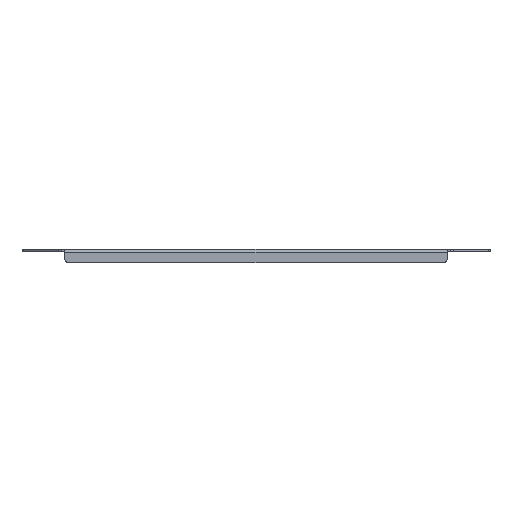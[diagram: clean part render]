
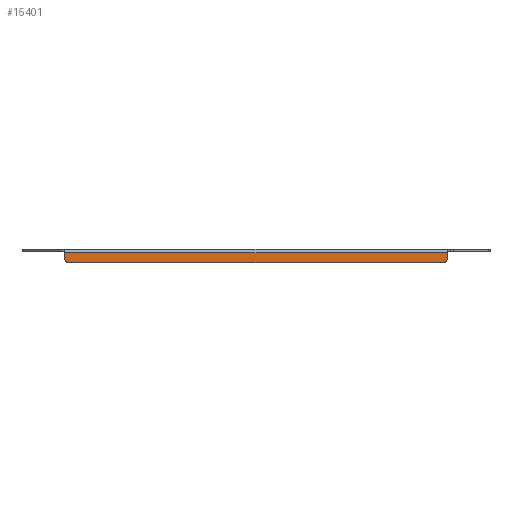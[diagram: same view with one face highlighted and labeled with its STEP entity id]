
A CAD part, front view. The second image highlights one B-rep face of the part: STEP entity #15401.
In plain terms, the highlighted planar face has unit normal (0, -1, 0).
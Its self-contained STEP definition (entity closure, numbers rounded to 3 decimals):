
#2499 = ORIENTED_EDGE ( 'NONE', *, *, #34877, .T. ) ;
#3848 = VECTOR ( 'NONE', #30420, 1000. ) ;
#3998 = DIRECTION ( 'NONE',  ( 0., -1., 0. ) ) ;
#6269 = VERTEX_POINT ( 'NONE', #27651 ) ;
#6378 = CARTESIAN_POINT ( 'NONE',  ( -143., -125., -5. ) ) ;
#6485 = VECTOR ( 'NONE', #26983, 1000. ) ;
#7405 = PLANE ( 'NONE',  #28102 ) ;
#7823 = ORIENTED_EDGE ( 'NONE', *, *, #42726, .T. ) ;
#9501 = LINE ( 'NONE', #10009, #41663 ) ;
#10009 = CARTESIAN_POINT ( 'NONE',  ( 143., -125., 2. ) ) ;
#10657 = ORIENTED_EDGE ( 'NONE', *, *, #16874, .T. ) ;
#10863 = CARTESIAN_POINT ( 'NONE',  ( -143., -125., 2. ) ) ;
#13977 = VECTOR ( 'NONE', #18528, 1000. ) ;
#14470 = DIRECTION ( 'NONE',  ( 0., -1., 0. ) ) ;
#15037 = DIRECTION ( 'NONE',  ( -1., 0., 0. ) ) ;
#15401 = ADVANCED_FACE ( 'NONE', ( #18609 ), #7405, .F. ) ;
#15769 = EDGE_CURVE ( 'NONE', #41967, #33806, #27297, .T. ) ;
#15808 = EDGE_CURVE ( 'NONE', #41405, #37592, #28135, .T. ) ;
#16874 = EDGE_CURVE ( 'NONE', #25416, #41405, #22325, .T. ) ;
#18053 = CARTESIAN_POINT ( 'NONE',  ( 140., -125., -5. ) ) ;
#18528 = DIRECTION ( 'NONE',  ( 0., 0., -1. ) ) ;
#18609 = FACE_OUTER_BOUND ( 'NONE', #34699, .T. ) ;
#19111 = DIRECTION ( 'NONE',  ( 0., 1., 0. ) ) ;
#19805 = EDGE_CURVE ( 'NONE', #6269, #33806, #9501, .T. ) ;
#22091 = DIRECTION ( 'NONE',  ( -1., 0., 0. ) ) ;
#22325 = LINE ( 'NONE', #10863, #13977 ) ;
#23821 = CARTESIAN_POINT ( 'NONE',  ( -143., -125., -8. ) ) ;
#25416 = VERTEX_POINT ( 'NONE', #36169 ) ;
#26983 = DIRECTION ( 'NONE',  ( -1., 0., 0. ) ) ;
#27297 = CIRCLE ( 'NONE', #37024, 3. ) ;
#27651 = CARTESIAN_POINT ( 'NONE',  ( 143., -125., -0.5 ) ) ;
#28102 = AXIS2_PLACEMENT_3D ( 'NONE', #45204, #19111, #15037 ) ;
#28135 = CIRCLE ( 'NONE', #48326, 3. ) ;
#28629 = CARTESIAN_POINT ( 'NONE',  ( 143., -125., -5. ) ) ;
#29078 = DIRECTION ( 'NONE',  ( 0., 0., -1. ) ) ;
#30420 = DIRECTION ( 'NONE',  ( 1., 0., 0. ) ) ;
#31285 = LINE ( 'NONE', #34591, #6485 ) ;
#33806 = VERTEX_POINT ( 'NONE', #28629 ) ;
#34591 = CARTESIAN_POINT ( 'NONE',  ( -143., -125., -0.5 ) ) ;
#34653 = ORIENTED_EDGE ( 'NONE', *, *, #19805, .F. ) ;
#34699 = EDGE_LOOP ( 'NONE', ( #34653, #7823, #10657, #44445, #2499, #47724 ) ) ;
#34877 = EDGE_CURVE ( 'NONE', #37592, #41967, #49651, .T. ) ;
#36169 = CARTESIAN_POINT ( 'NONE',  ( -143., -125., -0.5 ) ) ;
#37024 = AXIS2_PLACEMENT_3D ( 'NONE', #18053, #3998, #22091 ) ;
#37592 = VERTEX_POINT ( 'NONE', #45331 ) ;
#41087 = CARTESIAN_POINT ( 'NONE',  ( -140., -125., -5. ) ) ;
#41405 = VERTEX_POINT ( 'NONE', #6378 ) ;
#41567 = DIRECTION ( 'NONE',  ( -1., 0., 0. ) ) ;
#41663 = VECTOR ( 'NONE', #29078, 1000. ) ;
#41967 = VERTEX_POINT ( 'NONE', #45628 ) ;
#42726 = EDGE_CURVE ( 'NONE', #6269, #25416, #31285, .T. ) ;
#44445 = ORIENTED_EDGE ( 'NONE', *, *, #15808, .T. ) ;
#45204 = CARTESIAN_POINT ( 'NONE',  ( -143., -125., 2. ) ) ;
#45331 = CARTESIAN_POINT ( 'NONE',  ( -140., -125., -8. ) ) ;
#45628 = CARTESIAN_POINT ( 'NONE',  ( 140., -125., -8. ) ) ;
#47724 = ORIENTED_EDGE ( 'NONE', *, *, #15769, .T. ) ;
#48326 = AXIS2_PLACEMENT_3D ( 'NONE', #41087, #14470, #41567 ) ;
#49651 = LINE ( 'NONE', #23821, #3848 ) ;
